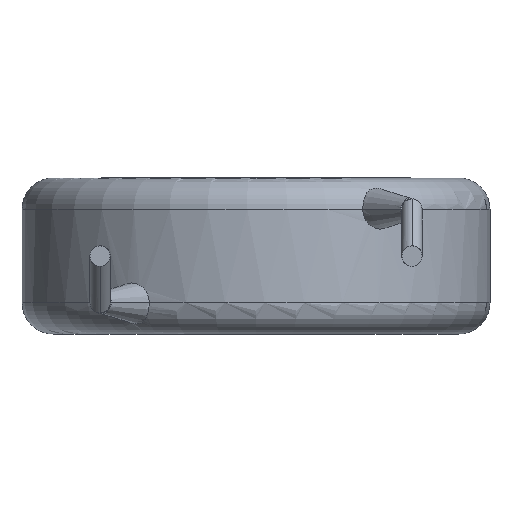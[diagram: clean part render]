
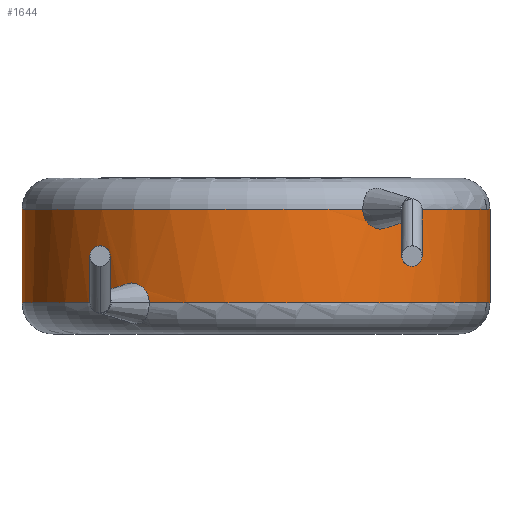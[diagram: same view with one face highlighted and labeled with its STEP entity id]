
A CAD part, front view. The second image highlights one B-rep face of the part: STEP entity #1644.
In plain terms, the highlighted cylindrical face has radius 7.5 mm (diameter 15 mm), a partial arc.
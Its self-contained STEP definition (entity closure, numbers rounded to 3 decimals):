
#18 = DIRECTION ( 'NONE',  ( 0., 0., -1. ) ) ;
#62 = VERTEX_POINT ( 'NONE', #3255 ) ;
#90 = CARTESIAN_POINT ( 'NONE',  ( -3.495, -6.636, 1.321 ) ) ;
#141 = CARTESIAN_POINT ( 'NONE',  ( 4.509, -5.994, 4. ) ) ;
#221 = ORIENTED_EDGE ( 'NONE', *, *, #989, .F. ) ;
#252 = CARTESIAN_POINT ( 'NONE',  ( 4.249, -6.181, 3.444 ) ) ;
#279 = CARTESIAN_POINT ( 'NONE',  ( 4.454, -6.036, 3.668 ) ) ;
#292 = DIRECTION ( 'NONE',  ( 0., 0., 1. ) ) ;
#308 = VERTEX_POINT ( 'NONE', #2046 ) ;
#396 = EDGE_LOOP ( 'NONE', ( #1833, #2346, #221, #3841, #2460, #1195, #3658, #3471 ) ) ;
#420 = CARTESIAN_POINT ( 'NONE',  ( -4.051, -6.313, 1.636 ) ) ;
#558 = DIRECTION ( 'NONE',  ( 0., 0., 1. ) ) ;
#587 = CARTESIAN_POINT ( 'NONE',  ( 3.495, -6.636, 3.679 ) ) ;
#600 = VERTEX_POINT ( 'NONE', #4094 ) ;
#606 = AXIS2_PLACEMENT_3D ( 'NONE', #1667, #18, #976 ) ;
#698 = VERTEX_POINT ( 'NONE', #1403 ) ;
#709 = EDGE_CURVE ( 'NONE', #2554, #600, #2930, .T. ) ;
#722 = CARTESIAN_POINT ( 'NONE',  ( -4.454, -6.036, 1.332 ) ) ;
#727 = LINE ( 'NONE', #4107, #3703 ) ;
#788 = CARTESIAN_POINT ( 'NONE',  ( 0., 0., 4. ) ) ;
#869 = CARTESIAN_POINT ( 'NONE',  ( 4.509, -5.994, 4. ) ) ;
#880 = CARTESIAN_POINT ( 'NONE',  ( 4.121, -6.267, 3.38 ) ) ;
#904 = AXIS2_PLACEMENT_3D ( 'NONE', #788, #1078, #2759 ) ;
#967 = DIRECTION ( 'NONE',  ( 0., 0., -1. ) ) ;
#973 = EDGE_CURVE ( 'NONE', #600, #1247, #727, .T. ) ;
#976 = DIRECTION ( 'NONE',  ( 1., 0., 0. ) ) ;
#984 = AXIS2_PLACEMENT_3D ( 'NONE', #3187, #292, #2575 ) ;
#989 = EDGE_CURVE ( 'NONE', #2554, #2300, #2263, .T. ) ;
#1000 = EDGE_CURVE ( 'NONE', #1247, #698, #2262, .T. ) ;
#1037 = CARTESIAN_POINT ( 'NONE',  ( -4.121, -6.267, 1.62 ) ) ;
#1078 = DIRECTION ( 'NONE',  ( 0., 0., -1. ) ) ;
#1177 = VECTOR ( 'NONE', #3226, 1000. ) ;
#1195 = ORIENTED_EDGE ( 'NONE', *, *, #1000, .T. ) ;
#1247 = VERTEX_POINT ( 'NONE', #3893 ) ;
#1325 = CARTESIAN_POINT ( 'NONE',  ( -3.694, -6.528, 1.568 ) ) ;
#1377 = CARTESIAN_POINT ( 'NONE',  ( -3.438, -6.666, 1.167 ) ) ;
#1403 = CARTESIAN_POINT ( 'NONE',  ( -4.509, -5.994, 1. ) ) ;
#1526 = EDGE_CURVE ( 'NONE', #62, #308, #3238, .T. ) ;
#1644 = ADVANCED_FACE ( 'NONE', ( #1928 ), #3282, .T. ) ;
#1662 = CARTESIAN_POINT ( 'NONE',  ( 3.423, -6.673, 4. ) ) ;
#1667 = CARTESIAN_POINT ( 'NONE',  ( 0., 0., 4. ) ) ;
#1833 = ORIENTED_EDGE ( 'NONE', *, *, #2102, .F. ) ;
#1874 = CARTESIAN_POINT ( 'NONE',  ( 3.423, -6.673, 4. ) ) ;
#1885 = CARTESIAN_POINT ( 'NONE',  ( 4.307, -6.14, 3.49 ) ) ;
#1903 = CARTESIAN_POINT ( 'NONE',  ( 4.509, -5.994, 3.831 ) ) ;
#1919 = CARTESIAN_POINT ( 'NONE',  ( 3.538, -6.613, 3.608 ) ) ;
#1928 = FACE_OUTER_BOUND ( 'NONE', #396, .T. ) ;
#2046 = CARTESIAN_POINT ( 'NONE',  ( 7.5, 0., 1. ) ) ;
#2102 = EDGE_CURVE ( 'NONE', #2190, #308, #3574, .T. ) ;
#2113 = DIRECTION ( 'NONE',  ( 0., 0., -1. ) ) ;
#2159 = B_SPLINE_CURVE_WITH_KNOTS ( 'NONE', 3,
 ( #3319, #3342, #1377, #90, #2333, #1325, #3692, #420, #1037, #2348, #3657, #722, #3622, #4015 ),
 .UNSPECIFIED., .F., .F.,
 ( 4, 2, 2, 2, 2, 2, 4 ),
 ( 0., 0., 0., 0.001, 0.001, 0.001, 0.002 ),
 .UNSPECIFIED. ) ;
#2185 = CARTESIAN_POINT ( 'NONE',  ( 4.051, -6.313, 3.364 ) ) ;
#2190 = VERTEX_POINT ( 'NONE', #2581 ) ;
#2230 = CARTESIAN_POINT ( 'NONE',  ( 3.694, -6.528, 3.432 ) ) ;
#2244 = CARTESIAN_POINT ( 'NONE',  ( 3.423, -6.673, 3.916 ) ) ;
#2246 = CARTESIAN_POINT ( 'NONE',  ( 7.5, 0., 5. ) ) ;
#2262 = CIRCLE ( 'NONE', #3822, 7.5 ) ;
#2263 = B_SPLINE_CURVE_WITH_KNOTS ( 'NONE', 3,
 ( #1874, #2244, #2849, #587, #1919, #2230, #2826, #2185, #880, #252, #1885, #279, #1903, #869 ),
 .UNSPECIFIED., .F., .F.,
 ( 4, 2, 2, 2, 2, 2, 4 ),
 ( 0., 0., 0., 0.001, 0.001, 0.001, 0.002 ),
 .UNSPECIFIED. ) ;
#2279 = DIRECTION ( 'NONE',  ( -1., 0., 0. ) ) ;
#2300 = VERTEX_POINT ( 'NONE', #141 ) ;
#2329 = CARTESIAN_POINT ( 'NONE',  ( 0., 0., 5. ) ) ;
#2333 = CARTESIAN_POINT ( 'NONE',  ( -3.538, -6.613, 1.392 ) ) ;
#2346 = ORIENTED_EDGE ( 'NONE', *, *, #4165, .T. ) ;
#2348 = CARTESIAN_POINT ( 'NONE',  ( -4.249, -6.181, 1.556 ) ) ;
#2460 = ORIENTED_EDGE ( 'NONE', *, *, #973, .T. ) ;
#2528 = CIRCLE ( 'NONE', #606, 7.5 ) ;
#2550 = EDGE_CURVE ( 'NONE', #62, #698, #2159, .T. ) ;
#2554 = VERTEX_POINT ( 'NONE', #1662 ) ;
#2575 = DIRECTION ( 'NONE',  ( 1., 0., 0. ) ) ;
#2581 = CARTESIAN_POINT ( 'NONE',  ( 7.5, 0., 4. ) ) ;
#2759 = DIRECTION ( 'NONE',  ( 1., 0., 0. ) ) ;
#2826 = CARTESIAN_POINT ( 'NONE',  ( 3.839, -6.445, 3.364 ) ) ;
#2849 = CARTESIAN_POINT ( 'NONE',  ( 3.438, -6.666, 3.833 ) ) ;
#2930 = CIRCLE ( 'NONE', #904, 7.5 ) ;
#3123 = AXIS2_PLACEMENT_3D ( 'NONE', #2329, #967, #2279 ) ;
#3145 = DIRECTION ( 'NONE',  ( 1., 0., 0. ) ) ;
#3187 = CARTESIAN_POINT ( 'NONE',  ( 0., 0., 1. ) ) ;
#3226 = DIRECTION ( 'NONE',  ( 0., 0., -1. ) ) ;
#3238 = CIRCLE ( 'NONE', #984, 7.5 ) ;
#3255 = CARTESIAN_POINT ( 'NONE',  ( -3.423, -6.673, 1. ) ) ;
#3282 = CYLINDRICAL_SURFACE ( 'NONE', #3123, 7.5 ) ;
#3319 = CARTESIAN_POINT ( 'NONE',  ( -3.423, -6.673, 1. ) ) ;
#3342 = CARTESIAN_POINT ( 'NONE',  ( -3.423, -6.673, 1.084 ) ) ;
#3471 = ORIENTED_EDGE ( 'NONE', *, *, #1526, .T. ) ;
#3496 = CARTESIAN_POINT ( 'NONE',  ( 0., 0., 1. ) ) ;
#3574 = LINE ( 'NONE', #2246, #1177 ) ;
#3622 = CARTESIAN_POINT ( 'NONE',  ( -4.509, -5.994, 1.169 ) ) ;
#3657 = CARTESIAN_POINT ( 'NONE',  ( -4.307, -6.14, 1.51 ) ) ;
#3658 = ORIENTED_EDGE ( 'NONE', *, *, #2550, .F. ) ;
#3692 = CARTESIAN_POINT ( 'NONE',  ( -3.839, -6.445, 1.636 ) ) ;
#3703 = VECTOR ( 'NONE', #2113, 1000. ) ;
#3822 = AXIS2_PLACEMENT_3D ( 'NONE', #3496, #558, #3145 ) ;
#3841 = ORIENTED_EDGE ( 'NONE', *, *, #709, .T. ) ;
#3893 = CARTESIAN_POINT ( 'NONE',  ( -7.5, 0., 1. ) ) ;
#4015 = CARTESIAN_POINT ( 'NONE',  ( -4.509, -5.994, 1. ) ) ;
#4094 = CARTESIAN_POINT ( 'NONE',  ( -7.5, 0., 4. ) ) ;
#4107 = CARTESIAN_POINT ( 'NONE',  ( -7.5, 0., 5. ) ) ;
#4165 = EDGE_CURVE ( 'NONE', #2190, #2300, #2528, .T. ) ;
